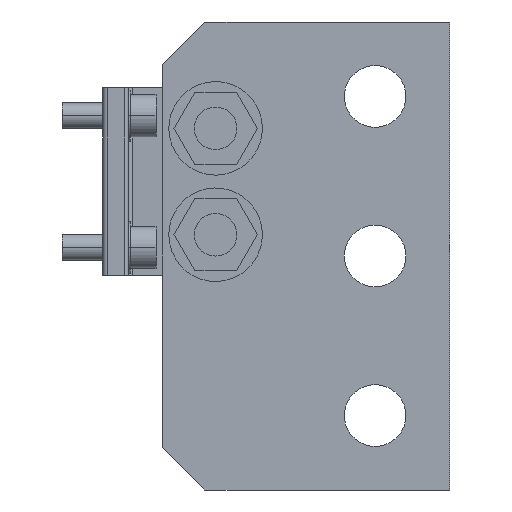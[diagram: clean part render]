
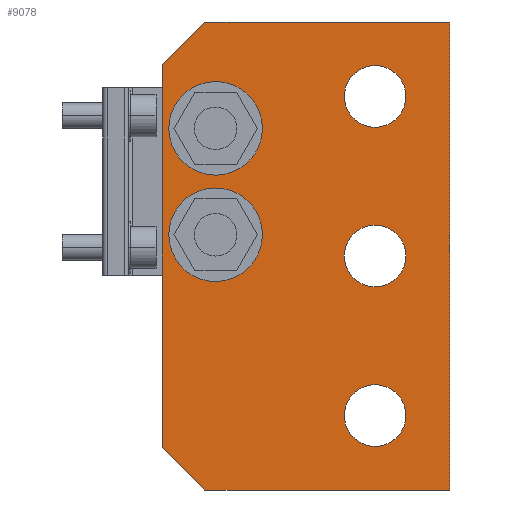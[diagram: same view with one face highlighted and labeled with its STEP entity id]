
A CAD part, left-side view. The second image highlights one B-rep face of the part: STEP entity #9078.
In plain terms, the highlighted planar face has unit normal (-1, 0, 0).
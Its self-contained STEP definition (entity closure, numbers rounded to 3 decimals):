
#8647=AXIS2_PLACEMENT_3D('Circle Axis2P3D',#8645,#8646,$) ;
#8673=AXIS2_PLACEMENT_3D('Circle Axis2P3D',#8671,#8672,$) ;
#8704=AXIS2_PLACEMENT_3D('Circle Axis2P3D',#8702,#8703,$) ;
#8730=AXIS2_PLACEMENT_3D('Circle Axis2P3D',#8728,#8729,$) ;
#8761=AXIS2_PLACEMENT_3D('Circle Axis2P3D',#8759,#8760,$) ;
#8787=AXIS2_PLACEMENT_3D('Circle Axis2P3D',#8785,#8786,$) ;
#8818=AXIS2_PLACEMENT_3D('Circle Axis2P3D',#8816,#8817,$) ;
#8844=AXIS2_PLACEMENT_3D('Circle Axis2P3D',#8842,#8843,$) ;
#8875=AXIS2_PLACEMENT_3D('Circle Axis2P3D',#8873,#8874,$) ;
#8901=AXIS2_PLACEMENT_3D('Circle Axis2P3D',#8899,#8900,$) ;
#9043=AXIS2_PLACEMENT_3D('Plane Axis2P3D',#9040,#9041,#9042) ;
#8609=CARTESIAN_POINT('Vertex',(-87.5,-173.5,271.5)) ;
#8612=CARTESIAN_POINT('Line Origine',(-87.5,-173.5,216.5)) ;
#8616=CARTESIAN_POINT('Vertex',(-87.5,-173.5,161.5)) ;
#8640=CARTESIAN_POINT('Vertex',(-87.5,-163.25,179.)) ;
#8645=CARTESIAN_POINT('Axis2P3D Location',(-87.5,-156.,179.)) ;
#8649=CARTESIAN_POINT('Vertex',(-87.5,-148.75,179.)) ;
#8671=CARTESIAN_POINT('Axis2P3D Location',(-87.5,-156.,179.)) ;
#8697=CARTESIAN_POINT('Vertex',(-87.5,-123.75,221.5)) ;
#8702=CARTESIAN_POINT('Axis2P3D Location',(-87.5,-118.5,221.5)) ;
#8706=CARTESIAN_POINT('Vertex',(-87.5,-113.25,221.5)) ;
#8728=CARTESIAN_POINT('Axis2P3D Location',(-87.5,-118.5,221.5)) ;
#8754=CARTESIAN_POINT('Vertex',(-87.5,-163.25,216.5)) ;
#8759=CARTESIAN_POINT('Axis2P3D Location',(-87.5,-156.,216.5)) ;
#8763=CARTESIAN_POINT('Vertex',(-87.5,-148.75,216.5)) ;
#8785=CARTESIAN_POINT('Axis2P3D Location',(-87.5,-156.,216.5)) ;
#8811=CARTESIAN_POINT('Vertex',(-87.5,-163.25,254.)) ;
#8816=CARTESIAN_POINT('Axis2P3D Location',(-87.5,-156.,254.)) ;
#8820=CARTESIAN_POINT('Vertex',(-87.5,-148.75,254.)) ;
#8842=CARTESIAN_POINT('Axis2P3D Location',(-87.5,-156.,254.)) ;
#8868=CARTESIAN_POINT('Vertex',(-87.5,-123.75,246.5)) ;
#8873=CARTESIAN_POINT('Axis2P3D Location',(-87.5,-118.5,246.5)) ;
#8877=CARTESIAN_POINT('Vertex',(-87.5,-113.25,246.5)) ;
#8899=CARTESIAN_POINT('Axis2P3D Location',(-87.5,-118.5,246.5)) ;
#8928=CARTESIAN_POINT('Line Origine',(-87.5,-144.75,161.5)) ;
#8932=CARTESIAN_POINT('Vertex',(-87.5,-116.,161.5)) ;
#8959=CARTESIAN_POINT('Line Origine',(-87.5,-111.,166.5)) ;
#8963=CARTESIAN_POINT('Vertex',(-87.5,-106.,171.5)) ;
#8983=CARTESIAN_POINT('Line Origine',(-87.5,-144.75,271.5)) ;
#8987=CARTESIAN_POINT('Vertex',(-87.5,-116.,271.5)) ;
#9021=CARTESIAN_POINT('Line Origine',(-87.5,-106.,216.5)) ;
#9025=CARTESIAN_POINT('Vertex',(-87.5,-106.,261.5)) ;
#9040=CARTESIAN_POINT('Axis2P3D Location',(-87.5,-173.5,271.5)) ;
#9045=CARTESIAN_POINT('Line Origine',(-87.5,-111.,266.5)) ;
#8613=DIRECTION('Vector Direction',(0.,0.,-1.)) ;
#8646=DIRECTION('Axis2P3D Direction',(-1.,0.,0.)) ;
#8672=DIRECTION('Axis2P3D Direction',(-1.,0.,0.)) ;
#8703=DIRECTION('Axis2P3D Direction',(-1.,0.,0.)) ;
#8729=DIRECTION('Axis2P3D Direction',(-1.,0.,0.)) ;
#8760=DIRECTION('Axis2P3D Direction',(-1.,0.,0.)) ;
#8786=DIRECTION('Axis2P3D Direction',(-1.,0.,0.)) ;
#8817=DIRECTION('Axis2P3D Direction',(-1.,0.,0.)) ;
#8843=DIRECTION('Axis2P3D Direction',(-1.,0.,0.)) ;
#8874=DIRECTION('Axis2P3D Direction',(-1.,0.,0.)) ;
#8900=DIRECTION('Axis2P3D Direction',(-1.,0.,0.)) ;
#8929=DIRECTION('Vector Direction',(0.,1.,0.)) ;
#8960=DIRECTION('Vector Direction',(0.,0.707,0.707)) ;
#8984=DIRECTION('Vector Direction',(0.,-1.,0.)) ;
#9022=DIRECTION('Vector Direction',(0.,0.,1.)) ;
#9041=DIRECTION('Axis2P3D Direction',(-1.,0.,0.)) ;
#9042=DIRECTION('Axis2P3D XDirection',(0.,1.,0.)) ;
#9046=DIRECTION('Vector Direction',(0.,-0.707,0.707)) ;
#8614=VECTOR('Line Direction',#8613,1.) ;
#8930=VECTOR('Line Direction',#8929,1.) ;
#8961=VECTOR('Line Direction',#8960,1.) ;
#8985=VECTOR('Line Direction',#8984,1.) ;
#9023=VECTOR('Line Direction',#9022,1.) ;
#9047=VECTOR('Line Direction',#9046,1.) ;
#9051=ORIENTED_EDGE('',*,*,#9027,.T.) ;
#9052=ORIENTED_EDGE('',*,*,#8965,.T.) ;
#9053=ORIENTED_EDGE('',*,*,#8934,.T.) ;
#9054=ORIENTED_EDGE('',*,*,#8618,.T.) ;
#9055=ORIENTED_EDGE('',*,*,#8989,.T.) ;
#9056=ORIENTED_EDGE('',*,*,#9049,.T.) ;
#9059=ORIENTED_EDGE('',*,*,#8651,.F.) ;
#9060=ORIENTED_EDGE('',*,*,#8675,.F.) ;
#9063=ORIENTED_EDGE('',*,*,#8708,.F.) ;
#9064=ORIENTED_EDGE('',*,*,#8732,.F.) ;
#9067=ORIENTED_EDGE('',*,*,#8765,.F.) ;
#9068=ORIENTED_EDGE('',*,*,#8789,.F.) ;
#9071=ORIENTED_EDGE('',*,*,#8822,.F.) ;
#9072=ORIENTED_EDGE('',*,*,#8846,.F.) ;
#9075=ORIENTED_EDGE('',*,*,#8879,.F.) ;
#9076=ORIENTED_EDGE('',*,*,#8903,.F.) ;
#9061=FACE_BOUND('',#9058,.T.) ;
#9065=FACE_BOUND('',#9062,.T.) ;
#9069=FACE_BOUND('',#9066,.T.) ;
#9073=FACE_BOUND('',#9070,.T.) ;
#9077=FACE_BOUND('',#9074,.T.) ;
#9078=ADVANCED_FACE('RA7514001_1PA_001_01_TERMINALE_POSTERIORE_PER_CAVO',(#9057,#9061,#9065,#9069,#9073,#9077),#9044,.T.) ;
#8648=CIRCLE('generated circle',#8647,7.25) ;
#8674=CIRCLE('generated circle',#8673,7.25) ;
#8705=CIRCLE('generated circle',#8704,5.25) ;
#8731=CIRCLE('generated circle',#8730,5.25) ;
#8762=CIRCLE('generated circle',#8761,7.25) ;
#8788=CIRCLE('generated circle',#8787,7.25) ;
#8819=CIRCLE('generated circle',#8818,7.25) ;
#8845=CIRCLE('generated circle',#8844,7.25) ;
#8876=CIRCLE('generated circle',#8875,5.25) ;
#8902=CIRCLE('generated circle',#8901,5.25) ;
#8618=EDGE_CURVE('',#8617,#8610,#8615,.F.) ;
#8651=EDGE_CURVE('',#8641,#8650,#8648,.T.) ;
#8675=EDGE_CURVE('',#8650,#8641,#8674,.T.) ;
#8708=EDGE_CURVE('',#8698,#8707,#8705,.T.) ;
#8732=EDGE_CURVE('',#8707,#8698,#8731,.T.) ;
#8765=EDGE_CURVE('',#8755,#8764,#8762,.T.) ;
#8789=EDGE_CURVE('',#8764,#8755,#8788,.T.) ;
#8822=EDGE_CURVE('',#8812,#8821,#8819,.T.) ;
#8846=EDGE_CURVE('',#8821,#8812,#8845,.T.) ;
#8879=EDGE_CURVE('',#8869,#8878,#8876,.T.) ;
#8903=EDGE_CURVE('',#8878,#8869,#8902,.T.) ;
#8934=EDGE_CURVE('',#8933,#8617,#8931,.F.) ;
#8965=EDGE_CURVE('',#8964,#8933,#8962,.F.) ;
#8989=EDGE_CURVE('',#8610,#8988,#8986,.F.) ;
#9027=EDGE_CURVE('',#9026,#8964,#9024,.F.) ;
#9049=EDGE_CURVE('',#8988,#9026,#9048,.F.) ;
#9050=EDGE_LOOP('',(#9051,#9052,#9053,#9054,#9055,#9056)) ;
#9058=EDGE_LOOP('',(#9059,#9060)) ;
#9062=EDGE_LOOP('',(#9063,#9064)) ;
#9066=EDGE_LOOP('',(#9067,#9068)) ;
#9070=EDGE_LOOP('',(#9071,#9072)) ;
#9074=EDGE_LOOP('',(#9075,#9076)) ;
#9057=FACE_OUTER_BOUND('',#9050,.T.) ;
#8615=LINE('Line',#8612,#8614) ;
#8931=LINE('Line',#8928,#8930) ;
#8962=LINE('Line',#8959,#8961) ;
#8986=LINE('Line',#8983,#8985) ;
#9024=LINE('Line',#9021,#9023) ;
#9048=LINE('Line',#9045,#9047) ;
#9044=PLANE('',#9043) ;
#8610=VERTEX_POINT('',#8609) ;
#8617=VERTEX_POINT('',#8616) ;
#8641=VERTEX_POINT('',#8640) ;
#8650=VERTEX_POINT('',#8649) ;
#8698=VERTEX_POINT('',#8697) ;
#8707=VERTEX_POINT('',#8706) ;
#8755=VERTEX_POINT('',#8754) ;
#8764=VERTEX_POINT('',#8763) ;
#8812=VERTEX_POINT('',#8811) ;
#8821=VERTEX_POINT('',#8820) ;
#8869=VERTEX_POINT('',#8868) ;
#8878=VERTEX_POINT('',#8877) ;
#8933=VERTEX_POINT('',#8932) ;
#8964=VERTEX_POINT('',#8963) ;
#8988=VERTEX_POINT('',#8987) ;
#9026=VERTEX_POINT('',#9025) ;
